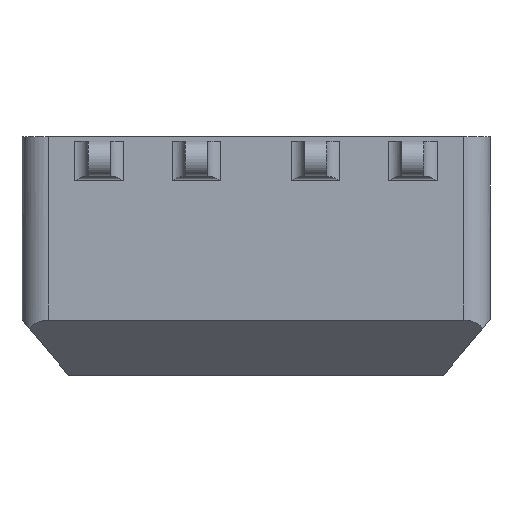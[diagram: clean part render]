
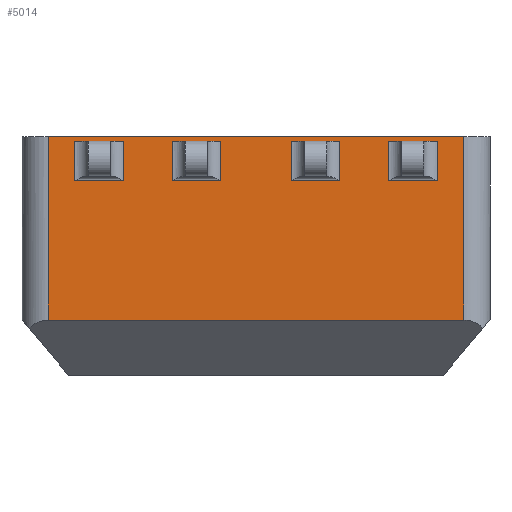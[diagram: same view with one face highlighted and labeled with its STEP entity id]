
A CAD part, left-side view. The second image highlights one B-rep face of the part: STEP entity #5014.
In plain terms, the highlighted planar face has unit normal (-1, 0, 0).
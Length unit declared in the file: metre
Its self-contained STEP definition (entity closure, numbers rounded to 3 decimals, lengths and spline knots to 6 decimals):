
#68=PLANE('',#5352);
#345=LINE('',#7566,#871);
#346=LINE('',#7569,#872);
#347=LINE('',#7571,#873);
#348=LINE('',#7573,#874);
#349=LINE('',#7574,#875);
#350=LINE('',#7577,#876);
#351=LINE('',#7579,#877);
#352=LINE('',#7581,#878);
#353=LINE('',#7582,#879);
#354=LINE('',#7585,#880);
#355=LINE('',#7587,#881);
#356=LINE('',#7589,#882);
#357=LINE('',#7590,#883);
#358=LINE('',#7593,#884);
#359=LINE('',#7595,#885);
#360=LINE('',#7597,#886);
#361=LINE('',#7598,#887);
#362=LINE('',#7601,#888);
#363=LINE('',#7603,#889);
#364=LINE('',#7605,#890);
#871=VECTOR('',#6052,1.);
#872=VECTOR('',#6053,1.);
#873=VECTOR('',#6054,1.);
#874=VECTOR('',#6055,1.);
#875=VECTOR('',#6056,1.);
#876=VECTOR('',#6057,1.);
#877=VECTOR('',#6058,1.);
#878=VECTOR('',#6059,1.);
#879=VECTOR('',#6060,1.);
#880=VECTOR('',#6061,1.);
#881=VECTOR('',#6062,1.);
#882=VECTOR('',#6063,1.);
#883=VECTOR('',#6064,1.);
#884=VECTOR('',#6065,1.);
#885=VECTOR('',#6066,1.);
#886=VECTOR('',#6067,1.);
#887=VECTOR('',#6068,1.);
#888=VECTOR('',#6069,1.);
#889=VECTOR('',#6070,1.);
#890=VECTOR('',#6071,1.);
#1487=ORIENTED_EDGE('',*,*,#2929,.T.);
#1488=ORIENTED_EDGE('',*,*,#2930,.T.);
#1489=ORIENTED_EDGE('',*,*,#2931,.T.);
#1490=ORIENTED_EDGE('',*,*,#2932,.T.);
#1491=ORIENTED_EDGE('',*,*,#2933,.T.);
#1492=ORIENTED_EDGE('',*,*,#2934,.T.);
#1493=ORIENTED_EDGE('',*,*,#2935,.T.);
#1494=ORIENTED_EDGE('',*,*,#2936,.T.);
#1495=ORIENTED_EDGE('',*,*,#2937,.T.);
#1496=ORIENTED_EDGE('',*,*,#2938,.F.);
#1497=ORIENTED_EDGE('',*,*,#2939,.T.);
#1498=ORIENTED_EDGE('',*,*,#2940,.T.);
#1499=ORIENTED_EDGE('',*,*,#2941,.T.);
#1500=ORIENTED_EDGE('',*,*,#2942,.T.);
#1501=ORIENTED_EDGE('',*,*,#2943,.F.);
#1502=ORIENTED_EDGE('',*,*,#2944,.T.);
#1503=ORIENTED_EDGE('',*,*,#2945,.T.);
#1504=ORIENTED_EDGE('',*,*,#2946,.T.);
#1505=ORIENTED_EDGE('',*,*,#2947,.F.);
#1506=ORIENTED_EDGE('',*,*,#2948,.T.);
#2929=EDGE_CURVE('',#3630,#3631,#345,.F.);
#2930=EDGE_CURVE('',#3631,#3632,#346,.F.);
#2931=EDGE_CURVE('',#3632,#3633,#347,.T.);
#2932=EDGE_CURVE('',#3633,#3630,#348,.T.);
#2933=EDGE_CURVE('',#3634,#3635,#349,.F.);
#2934=EDGE_CURVE('',#3635,#3636,#350,.F.);
#2935=EDGE_CURVE('',#3636,#3637,#351,.T.);
#2936=EDGE_CURVE('',#3637,#3634,#352,.T.);
#2937=EDGE_CURVE('',#3638,#3639,#353,.F.);
#2938=EDGE_CURVE('',#3640,#3639,#354,.T.);
#2939=EDGE_CURVE('',#3640,#3641,#355,.T.);
#2940=EDGE_CURVE('',#3641,#3638,#356,.F.);
#2941=EDGE_CURVE('',#3642,#3643,#357,.T.);
#2942=EDGE_CURVE('',#3643,#3644,#358,.T.);
#2943=EDGE_CURVE('',#3645,#3644,#359,.T.);
#2944=EDGE_CURVE('',#3645,#3642,#360,.F.);
#2945=EDGE_CURVE('',#3646,#3647,#361,.T.);
#2946=EDGE_CURVE('',#3647,#3648,#362,.T.);
#2947=EDGE_CURVE('',#3649,#3648,#363,.T.);
#2948=EDGE_CURVE('',#3649,#3646,#364,.F.);
#3630=VERTEX_POINT('',#7567);
#3631=VERTEX_POINT('',#7568);
#3632=VERTEX_POINT('',#7570);
#3633=VERTEX_POINT('',#7572);
#3634=VERTEX_POINT('',#7575);
#3635=VERTEX_POINT('',#7576);
#3636=VERTEX_POINT('',#7578);
#3637=VERTEX_POINT('',#7580);
#3638=VERTEX_POINT('',#7583);
#3639=VERTEX_POINT('',#7584);
#3640=VERTEX_POINT('',#7586);
#3641=VERTEX_POINT('',#7588);
#3642=VERTEX_POINT('',#7591);
#3643=VERTEX_POINT('',#7592);
#3644=VERTEX_POINT('',#7594);
#3645=VERTEX_POINT('',#7596);
#3646=VERTEX_POINT('',#7599);
#3647=VERTEX_POINT('',#7600);
#3648=VERTEX_POINT('',#7602);
#3649=VERTEX_POINT('',#7604);
#4232=EDGE_LOOP('',(#1487,#1488,#1489,#1490));
#4233=EDGE_LOOP('',(#1491,#1492,#1493,#1494));
#4234=EDGE_LOOP('',(#1495,#1496,#1497,#1498));
#4235=EDGE_LOOP('',(#1499,#1500,#1501,#1502));
#4236=EDGE_LOOP('',(#1503,#1504,#1505,#1506));
#4576=FACE_BOUND('',#4232,.T.);
#4577=FACE_BOUND('',#4233,.T.);
#4578=FACE_BOUND('',#4234,.T.);
#4579=FACE_BOUND('',#4235,.T.);
#4580=FACE_BOUND('',#4236,.T.);
#5014=ADVANCED_FACE('',(#4576,#4577,#4578,#4579,#4580),#68,.F.);
#5352=AXIS2_PLACEMENT_3D('',#7565,#6050,#6051);
#6050=DIRECTION('',(1.,0.,0.));
#6051=DIRECTION('',(0.,1.,0.));
#6052=DIRECTION('',(0.,0.,1.));
#6053=DIRECTION('',(0.,-1.,0.));
#6054=DIRECTION('',(0.,0.,1.));
#6055=DIRECTION('',(0.,-1.,0.));
#6056=DIRECTION('',(0.,0.,1.));
#6057=DIRECTION('',(0.,-1.,0.));
#6058=DIRECTION('',(0.,0.,1.));
#6059=DIRECTION('',(0.,-1.,0.));
#6060=DIRECTION('',(0.,0.,-1.));
#6061=DIRECTION('',(0.,-1.,0.));
#6062=DIRECTION('',(0.,0.,-1.));
#6063=DIRECTION('',(0.,1.,0.));
#6064=DIRECTION('',(0.,1.,0.));
#6065=DIRECTION('',(0.,0.,1.));
#6066=DIRECTION('',(0.,1.,0.));
#6067=DIRECTION('',(0.,0.,1.));
#6068=DIRECTION('',(0.,1.,0.));
#6069=DIRECTION('',(0.,0.,1.));
#6070=DIRECTION('',(0.,1.,0.));
#6071=DIRECTION('',(0.,0.,1.));
#7565=CARTESIAN_POINT('',(-0.035,0.,0.008));
#7566=CARTESIAN_POINT('',(-0.035,-0.019,0.027));
#7567=CARTESIAN_POINT('',(-0.035,-0.019,0.035));
#7568=CARTESIAN_POINT('',(-0.035,-0.019,0.026));
#7569=CARTESIAN_POINT('',(-0.035,-0.008,0.026));
#7570=CARTESIAN_POINT('',(-0.035,-0.008,0.026));
#7571=CARTESIAN_POINT('',(-0.035,-0.008,0.008));
#7572=CARTESIAN_POINT('',(-0.035,-0.008,0.035));
#7573=CARTESIAN_POINT('',(-0.035,-0.011,0.035));
#7574=CARTESIAN_POINT('',(-0.035,-0.041,0.027));
#7575=CARTESIAN_POINT('',(-0.035,-0.041,0.035));
#7576=CARTESIAN_POINT('',(-0.035,-0.041,0.026));
#7577=CARTESIAN_POINT('',(-0.035,-0.03,0.026));
#7578=CARTESIAN_POINT('',(-0.035,-0.03,0.026));
#7579=CARTESIAN_POINT('',(-0.035,-0.03,0.008));
#7580=CARTESIAN_POINT('',(-0.035,-0.03,0.035));
#7581=CARTESIAN_POINT('',(-0.035,-0.033,0.035));
#7582=CARTESIAN_POINT('',(-0.035,-0.047,0.008));
#7583=CARTESIAN_POINT('',(-0.035,-0.047,-0.0055));
#7584=CARTESIAN_POINT('',(-0.035,-0.047,0.036));
#7585=CARTESIAN_POINT('',(-0.035,0.,0.036));
#7586=CARTESIAN_POINT('',(-0.035,0.047,0.036));
#7587=CARTESIAN_POINT('',(-0.035,0.047,-0.0054));
#7588=CARTESIAN_POINT('',(-0.035,0.047,-0.0055));
#7589=CARTESIAN_POINT('',(-0.035,0.,-0.0055));
#7590=CARTESIAN_POINT('',(-0.035,0.,0.026));
#7591=CARTESIAN_POINT('',(-0.035,0.03,0.026));
#7592=CARTESIAN_POINT('',(-0.035,0.041,0.026));
#7593=CARTESIAN_POINT('',(-0.035,0.041,0.008));
#7594=CARTESIAN_POINT('',(-0.035,0.041,0.035));
#7595=CARTESIAN_POINT('',(-0.035,0.033,0.035));
#7596=CARTESIAN_POINT('',(-0.035,0.03,0.035));
#7597=CARTESIAN_POINT('',(-0.035,0.03,0.027));
#7598=CARTESIAN_POINT('',(-0.035,0.,0.026));
#7599=CARTESIAN_POINT('',(-0.035,0.008,0.026));
#7600=CARTESIAN_POINT('',(-0.035,0.019,0.026));
#7601=CARTESIAN_POINT('',(-0.035,0.019,0.008));
#7602=CARTESIAN_POINT('',(-0.035,0.019,0.035));
#7603=CARTESIAN_POINT('',(-0.035,0.011,0.035));
#7604=CARTESIAN_POINT('',(-0.035,0.008,0.035));
#7605=CARTESIAN_POINT('',(-0.035,0.008,0.027));
